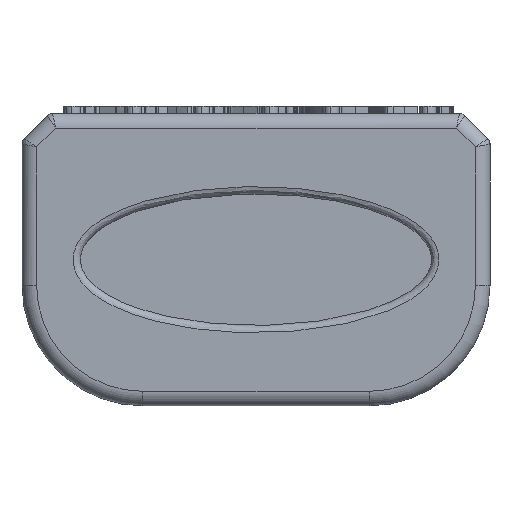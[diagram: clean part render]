
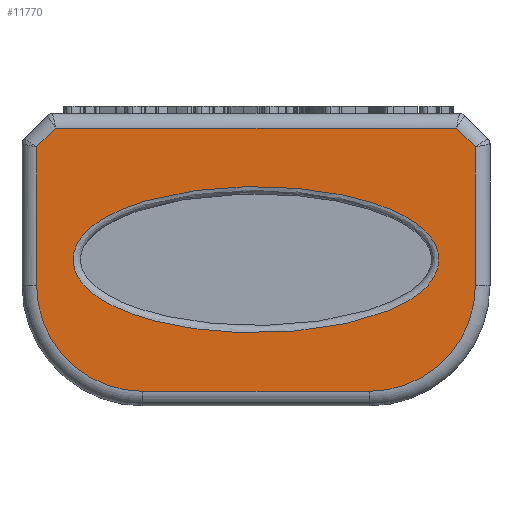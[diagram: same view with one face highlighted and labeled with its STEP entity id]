
A CAD part, front view. The second image highlights one B-rep face of the part: STEP entity #11770.
In plain terms, the highlighted planar face has unit normal (0, -1, 0).
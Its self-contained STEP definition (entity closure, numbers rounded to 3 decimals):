
#19=B_SPLINE_CURVE_WITH_KNOTS('',3,(#21893,#21894,#21895,#21896,#21897,
#21898,#21899,#21900,#21901,#21902,#21903,#21904,#21905,#21906,#21907,#21908,
#21909,#21910,#21911,#21912,#21913,#21914,#21915,#21916,#21917,#21918),
 .UNSPECIFIED.,.T.,.F.,(4,1,1,1,1,1,1,1,1,1,1,1,1,1,1,1,1,1,1,1,1,1,1,4),
(-3.142,-3.029,-2.917,-2.693,
-2.244,-1.346,-0.898,-0.673,
-0.449,-0.299,-0.15,0.,
0.15,0.299,0.449,0.748,
1.047,1.346,1.795,2.244,2.693,
2.917,3.029,3.142),.UNSPECIFIED.);
#1114=FACE_BOUND('',#2612,.T.);
#1192=CIRCLE('',#12186,14.5);
#1195=CIRCLE('',#12191,14.5);
#1883=FACE_OUTER_BOUND('',#2611,.T.);
#2611=EDGE_LOOP('',(#10787,#10788,#10789,#10790,#10791,#10792,#10793,#10794));
#2612=EDGE_LOOP('',(#10795));
#3560=LINE('',#21836,#4528);
#3562=LINE('',#21841,#4530);
#3564=LINE('',#21844,#4532);
#3571=LINE('',#21864,#4539);
#3574=LINE('',#21871,#4542);
#3575=LINE('',#21881,#4543);
#4528=VECTOR('',#13879,10.);
#4530=VECTOR('',#13887,10.);
#4532=VECTOR('',#13891,10.);
#4539=VECTOR('',#13908,10.);
#4542=VECTOR('',#13915,10.);
#4543=VECTOR('',#13928,10.);
#5651=VERTEX_POINT('',#21733);
#5654=VERTEX_POINT('',#21765);
#5657=VERTEX_POINT('',#21794);
#5660=VERTEX_POINT('',#21823);
#5663=VERTEX_POINT('',#21835);
#5673=VERTEX_POINT('',#21869);
#5675=VERTEX_POINT('',#21874);
#5676=VERTEX_POINT('',#21879);
#5677=VERTEX_POINT('',#21892);
#7358=EDGE_CURVE('',#5651,#5663,#3560,.T.);
#7361=EDGE_CURVE('',#5654,#5651,#3562,.T.);
#7363=EDGE_CURVE('',#5660,#5654,#3564,.T.);
#7372=EDGE_CURVE('',#5657,#5660,#3571,.T.);
#7376=EDGE_CURVE('',#5673,#5657,#3574,.T.);
#7378=EDGE_CURVE('',#5675,#5673,#1192,.T.);
#7381=EDGE_CURVE('',#5676,#5675,#3575,.T.);
#7383=EDGE_CURVE('',#5663,#5676,#1195,.T.);
#7386=EDGE_CURVE('',#5677,#5677,#19,.T.);
#10787=ORIENTED_EDGE('',*,*,#7372,.F.);
#10788=ORIENTED_EDGE('',*,*,#7376,.F.);
#10789=ORIENTED_EDGE('',*,*,#7378,.F.);
#10790=ORIENTED_EDGE('',*,*,#7381,.F.);
#10791=ORIENTED_EDGE('',*,*,#7383,.F.);
#10792=ORIENTED_EDGE('',*,*,#7358,.F.);
#10793=ORIENTED_EDGE('',*,*,#7361,.F.);
#10794=ORIENTED_EDGE('',*,*,#7363,.F.);
#10795=ORIENTED_EDGE('',*,*,#7386,.F.);
#11112=PLANE('',#12196);
#11770=ADVANCED_FACE('',(#1883,#1114),#11112,.T.);
#12186=AXIS2_PLACEMENT_3D('',#21876,#13920,#13921);
#12191=AXIS2_PLACEMENT_3D('',#21884,#13932,#13933);
#12196=AXIS2_PLACEMENT_3D('',#21891,#13944,#13945);
#13879=DIRECTION('',(0.,0.,-1.));
#13887=DIRECTION('',(0.707,0.,-0.707));
#13891=DIRECTION('',(1.,0.,0.));
#13908=DIRECTION('',(0.707,0.,0.707));
#13915=DIRECTION('',(0.,0.,1.));
#13920=DIRECTION('center_axis',(0.,1.,0.));
#13921=DIRECTION('ref_axis',(-0.707,0.,-0.707));
#13928=DIRECTION('',(-1.,0.,0.));
#13932=DIRECTION('center_axis',(0.,1.,0.));
#13933=DIRECTION('ref_axis',(0.707,0.,-0.707));
#13944=DIRECTION('center_axis',(0.,-1.,0.));
#13945=DIRECTION('ref_axis',(1.,0.,0.));
#21733=CARTESIAN_POINT('',(49.,-81.,32.414));
#21765=CARTESIAN_POINT('',(46.414,-81.,35.));
#21794=CARTESIAN_POINT('',(-11.,-81.,32.414));
#21823=CARTESIAN_POINT('',(-8.414,-81.,35.));
#21835=CARTESIAN_POINT('',(49.,-81.,13.5));
#21836=CARTESIAN_POINT('',(49.,-81.,25.121));
#21841=CARTESIAN_POINT('',(43.768,-81.,37.646));
#21844=CARTESIAN_POINT('',(4.879,-81.,35.));
#21864=CARTESIAN_POINT('',(-7.646,-81.,35.768));
#21869=CARTESIAN_POINT('',(-11.,-81.,13.5));
#21871=CARTESIAN_POINT('',(-11.,-81.,15.25));
#21874=CARTESIAN_POINT('',(3.5,-81.,-1.));
#21876=CARTESIAN_POINT('Origin',(3.5,-81.,13.5));
#21879=CARTESIAN_POINT('',(34.5,-81.,-1.));
#21881=CARTESIAN_POINT('',(26.75,-81.,-1.));
#21884=CARTESIAN_POINT('Origin',(34.5,-81.,13.5));
#21891=CARTESIAN_POINT('Origin',(19.,-81.,17.));
#21892=CARTESIAN_POINT('',(-6.,-81.,17.));
#21893=CARTESIAN_POINT('Ctrl Pts',(-6.,-81.,
17.));
#21894=CARTESIAN_POINT('Ctrl Pts',(-6.,-81.,
16.313));
#21895=CARTESIAN_POINT('Ctrl Pts',(-5.66,-81.,
14.947));
#21896=CARTESIAN_POINT('Ctrl Pts',(-4.004,-81.,
12.705));
#21897=CARTESIAN_POINT('Ctrl Pts',(0.065,-81.,
10.025));
#21898=CARTESIAN_POINT('Ctrl Pts',(9.336,-81.,7.231));
#21899=CARTESIAN_POINT('Ctrl Pts',(20.412,-81.,6.636));
#21900=CARTESIAN_POINT('Ctrl Pts',(29.944,-81.,7.824));
#21901=CARTESIAN_POINT('Ctrl Pts',(35.274,-81.,9.241));
#21902=CARTESIAN_POINT('Ctrl Pts',(38.687,-81.,10.608));
#21903=CARTESIAN_POINT('Ctrl Pts',(41.413,-81.,12.312));
#21904=CARTESIAN_POINT('Ctrl Pts',(43.376,-81.,14.277));
#21905=CARTESIAN_POINT('Ctrl Pts',(44.313,-81.,16.997));
#21906=CARTESIAN_POINT('Ctrl Pts',(43.383,-81.,19.729));
#21907=CARTESIAN_POINT('Ctrl Pts',(41.415,-81.,21.686));
#21908=CARTESIAN_POINT('Ctrl Pts',(38.295,-81.,23.635));
#21909=CARTESIAN_POINT('Ctrl Pts',(33.97,-81.,25.209));
#21910=CARTESIAN_POINT('Ctrl Pts',(28.586,-81.,26.361));
#21911=CARTESIAN_POINT('Ctrl Pts',(22.21,-81.,27.043));
#21912=CARTESIAN_POINT('Ctrl Pts',(14.863,-81.,27.048));
#21913=CARTESIAN_POINT('Ctrl Pts',(6.699,-81.,25.983));
#21914=CARTESIAN_POINT('Ctrl Pts',(0.059,-81.,
23.969));
#21915=CARTESIAN_POINT('Ctrl Pts',(-4.003,-81.,
21.296));
#21916=CARTESIAN_POINT('Ctrl Pts',(-5.66,-81.,
19.053));
#21917=CARTESIAN_POINT('Ctrl Pts',(-6.,-81.,
17.687));
#21918=CARTESIAN_POINT('Ctrl Pts',(-6.,-81.,
17.));
